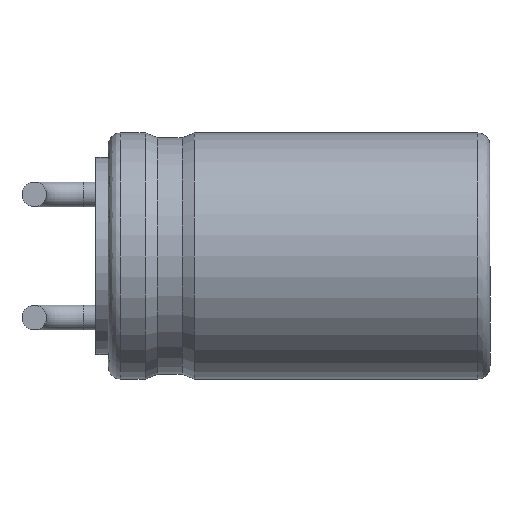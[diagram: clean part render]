
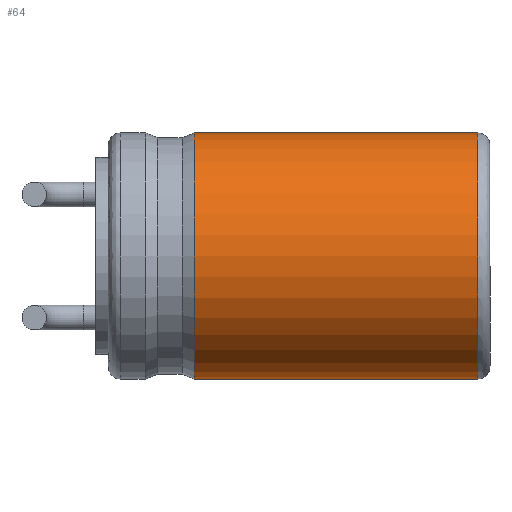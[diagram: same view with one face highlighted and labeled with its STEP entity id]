
A CAD part, front view. The second image highlights one B-rep face of the part: STEP entity #64.
In plain terms, the highlighted cylindrical face has radius 5 mm (diameter 10 mm), a full revolution.
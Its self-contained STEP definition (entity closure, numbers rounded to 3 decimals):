
#40 = VERTEX_POINT('',#41);
#41 = CARTESIAN_POINT('',(15.5,5.,0.));
#48 = EDGE_CURVE('',#40,#40,#49,.T.);
#49 = CIRCLE('',#50,5.);
#50 = AXIS2_PLACEMENT_3D('',#51,#52,#53);
#51 = CARTESIAN_POINT('',(15.5,0.,0.));
#52 = DIRECTION('',(1.,0.,0.));
#53 = DIRECTION('',(0.,1.,0.));
#64 = ADVANCED_FACE('',(#65),#84,.T.);
#65 = FACE_BOUND('',#66,.T.);
#66 = EDGE_LOOP('',(#67,#76,#82,#83));
#67 = ORIENTED_EDGE('',*,*,#68,.T.);
#68 = EDGE_CURVE('',#69,#69,#71,.T.);
#69 = VERTEX_POINT('',#70);
#70 = CARTESIAN_POINT('',(4.,5.,0.));
#71 = CIRCLE('',#72,5.);
#72 = AXIS2_PLACEMENT_3D('',#73,#74,#75);
#73 = CARTESIAN_POINT('',(4.,0.,0.));
#74 = DIRECTION('',(1.,0.,0.));
#75 = DIRECTION('',(0.,1.,0.));
#76 = ORIENTED_EDGE('',*,*,#77,.T.);
#77 = EDGE_CURVE('',#69,#40,#78,.T.);
#78 = LINE('',#79,#80);
#79 = CARTESIAN_POINT('',(4.,5.,0.));
#80 = VECTOR('',#81,1.);
#81 = DIRECTION('',(1.,0.,0.));
#82 = ORIENTED_EDGE('',*,*,#48,.F.);
#83 = ORIENTED_EDGE('',*,*,#77,.F.);
#84 = CYLINDRICAL_SURFACE('',#85,5.);
#85 = AXIS2_PLACEMENT_3D('',#86,#87,#88);
#86 = CARTESIAN_POINT('',(4.,0.,0.));
#87 = DIRECTION('',(1.,0.,0.));
#88 = DIRECTION('',(0.,1.,0.));
